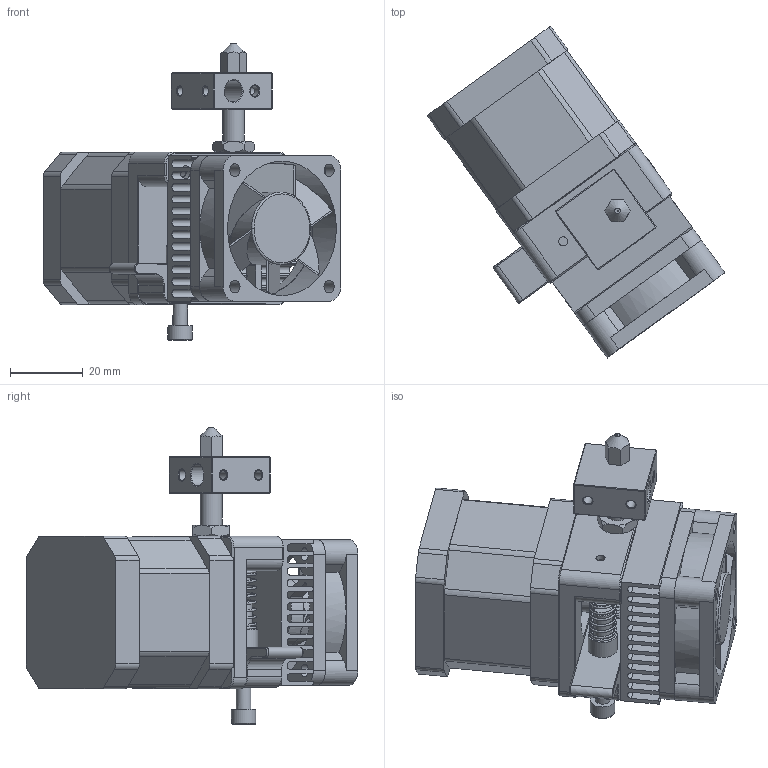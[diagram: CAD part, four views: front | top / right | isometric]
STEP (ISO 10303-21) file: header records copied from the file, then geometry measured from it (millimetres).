
FILE_DESCRIPTION( ( '' ), ' ' );
FILE_NAME( '577784b3e4b00b870572b915.step', '2016-07-02T09:09:08', ( '' ), ( '' ), ' ', ' ', ' ' );
FILE_SCHEMA( ( 'AUTOMOTIVE_DESIGN { 1 0 10303 214 1 1 1 1 }' ) );
Length unit declared in the file: metre
Products named in the file (1): Extruder
Bounding box: 81.89 x 91.27 x 81.55 mm (x, y, z)
Volume: 107786 mm3; surface area: 40998.3 mm2
Topology: 1 solids, 6 shells, 816 faces, 2450 edges, 1605 vertices
Faces by surface type: plane 408, cylinder 221, cone 149, bspline 38
Full cylindrical faces by diameter (mm): 0.3 x1, 2 x3, 2.2 x3, 2.5 x9, 3 x3, 3.2 x2, 3.413 x1, 3.5 x10, 4 x4, 4.7 x2, 5 x4, 5.4 x1, 6 x3, 6.2 x1, 6.4 x1, 6.6 x1, 6.7 x1, 8 x3, 8.2 x1, 9 x1, 13 x2, 20 x1, 22 x1, 22.1 x1, 37 x1
Entity records: 43775 total; most frequent: CARTESIAN_POINT 16371, ORIENTED_EDGE 4600, DIRECTION 4036, EDGE_CURVE 2300, VERTEX_POINT 1561, AXIS2_PLACEMENT_3D 1495, LINE 1046, VECTOR 1046
